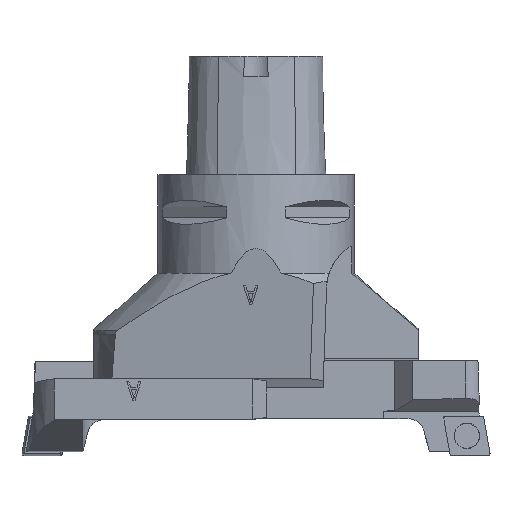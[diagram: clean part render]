
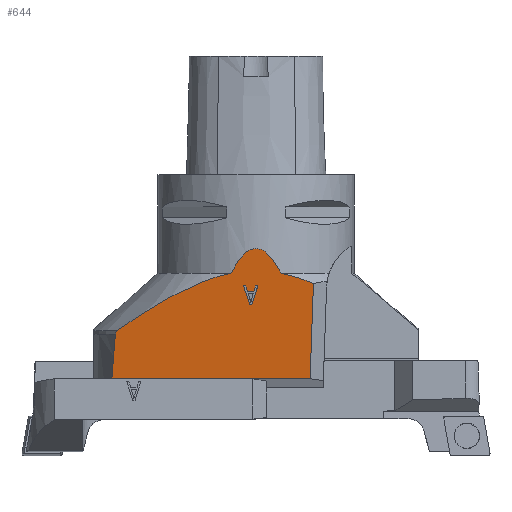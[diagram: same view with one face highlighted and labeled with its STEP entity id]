
A CAD part, front view. The second image highlights one B-rep face of the part: STEP entity #644.
In plain terms, the highlighted planar face has unit normal (0, -0.991, -0.131).
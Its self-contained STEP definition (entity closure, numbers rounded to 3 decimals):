
#309=FACE_BOUND('',#1156,.T.);
#310=FACE_BOUND('',#1157,.T.);
#398=B_SPLINE_CURVE_WITH_KNOTS('',3,(#5983,#5984,#5985,#5986),
 .UNSPECIFIED.,.F.,.F.,(4,4),(0.,1.),.UNSPECIFIED.);
#399=B_SPLINE_CURVE_WITH_KNOTS('',3,(#5989,#5990,#5991,#5992),
 .UNSPECIFIED.,.F.,.F.,(4,4),(0.,1.),.UNSPECIFIED.);
#400=B_SPLINE_CURVE_WITH_KNOTS('',3,(#5994,#5995,#5996,#5997),
 .UNSPECIFIED.,.F.,.F.,(4,4),(0.,1.),.UNSPECIFIED.);
#401=B_SPLINE_CURVE_WITH_KNOTS('',3,(#5999,#6000,#6001,#6002),
 .UNSPECIFIED.,.F.,.F.,(4,4),(0.,1.),.UNSPECIFIED.);
#402=B_SPLINE_CURVE_WITH_KNOTS('',3,(#6004,#6005,#6006,#6007),
 .UNSPECIFIED.,.F.,.F.,(4,4),(0.,1.),.UNSPECIFIED.);
#403=B_SPLINE_CURVE_WITH_KNOTS('',3,(#6009,#6010,#6011,#6012),
 .UNSPECIFIED.,.F.,.F.,(4,4),(0.,1.),.UNSPECIFIED.);
#404=B_SPLINE_CURVE_WITH_KNOTS('',3,(#6014,#6015,#6016,#6017),
 .UNSPECIFIED.,.F.,.F.,(4,4),(0.,1.),.UNSPECIFIED.);
#405=B_SPLINE_CURVE_WITH_KNOTS('',3,(#6019,#6020,#6021,#6022),
 .UNSPECIFIED.,.F.,.F.,(4,4),(0.,1.),.UNSPECIFIED.);
#406=B_SPLINE_CURVE_WITH_KNOTS('',3,(#6026,#6027,#6028,#6029),
 .UNSPECIFIED.,.F.,.F.,(4,4),(0.,1.),.UNSPECIFIED.);
#407=B_SPLINE_CURVE_WITH_KNOTS('',3,(#6030,#6031,#6032,#6033,#6034,#6035,
#6036,#6037),.UNSPECIFIED.,.F.,.F.,(4,2,2,4),(0.,0.5,0.75,1.),
 .UNSPECIFIED.);
#408=B_SPLINE_CURVE_WITH_KNOTS('',3,(#6039,#6040,#6041,#6042),
 .UNSPECIFIED.,.F.,.F.,(4,4),(0.,1.),.UNSPECIFIED.);
#644=ADVANCED_FACE('',(#309,#310),#799,.F.);
#799=PLANE('',#3874);
#1156=EDGE_LOOP('',(#1876,#1877,#1878,#1879,#1880,#1881,#1882,#1883));
#1157=EDGE_LOOP('',(#1884,#1885,#1886,#1887,#1888,#1889,#1890));
#1260=ELLIPSE('',#3859,241.331,31.5);
#1270=ELLIPSE('',#3873,406.049,53.);
#1876=ORIENTED_EDGE('',*,*,#2852,.T.);
#1877=ORIENTED_EDGE('',*,*,#2853,.T.);
#1878=ORIENTED_EDGE('',*,*,#2854,.T.);
#1879=ORIENTED_EDGE('',*,*,#2855,.T.);
#1880=ORIENTED_EDGE('',*,*,#2856,.T.);
#1881=ORIENTED_EDGE('',*,*,#2857,.T.);
#1882=ORIENTED_EDGE('',*,*,#2858,.T.);
#1883=ORIENTED_EDGE('',*,*,#2859,.T.);
#1884=ORIENTED_EDGE('',*,*,#2860,.T.);
#1885=ORIENTED_EDGE('',*,*,#2861,.F.);
#1886=ORIENTED_EDGE('',*,*,#2829,.F.);
#1887=ORIENTED_EDGE('',*,*,#2862,.F.);
#1888=ORIENTED_EDGE('',*,*,#2863,.F.);
#1889=ORIENTED_EDGE('',*,*,#2864,.F.);
#1890=ORIENTED_EDGE('',*,*,#2865,.T.);
#2420=VERTEX_POINT('',#5931);
#2421=VERTEX_POINT('',#5933);
#2443=VERTEX_POINT('',#5987);
#2444=VERTEX_POINT('',#5988);
#2445=VERTEX_POINT('',#5993);
#2446=VERTEX_POINT('',#5998);
#2447=VERTEX_POINT('',#6003);
#2448=VERTEX_POINT('',#6008);
#2449=VERTEX_POINT('',#6013);
#2450=VERTEX_POINT('',#6018);
#2451=VERTEX_POINT('',#6024);
#2452=VERTEX_POINT('',#6025);
#2453=VERTEX_POINT('',#6038);
#2454=VERTEX_POINT('',#6043);
#2455=VERTEX_POINT('',#6045);
#2829=EDGE_CURVE('',#2420,#2421,#1260,.T.);
#2852=EDGE_CURVE('',#2443,#2444,#398,.T.);
#2853=EDGE_CURVE('',#2444,#2445,#399,.T.);
#2854=EDGE_CURVE('',#2445,#2446,#400,.T.);
#2855=EDGE_CURVE('',#2446,#2447,#401,.T.);
#2856=EDGE_CURVE('',#2447,#2448,#402,.T.);
#2857=EDGE_CURVE('',#2448,#2449,#403,.T.);
#2858=EDGE_CURVE('',#2449,#2450,#404,.T.);
#2859=EDGE_CURVE('',#2450,#2443,#405,.T.);
#2860=EDGE_CURVE('',#2451,#2452,#3202,.T.);
#2861=EDGE_CURVE('',#2421,#2452,#406,.T.);
#2862=EDGE_CURVE('',#2453,#2420,#407,.T.);
#2863=EDGE_CURVE('',#2454,#2453,#408,.T.);
#2864=EDGE_CURVE('',#2455,#2454,#1270,.T.);
#2865=EDGE_CURVE('',#2455,#2451,#3203,.T.);
#3202=LINE('',#6023,#3471);
#3203=LINE('',#6046,#3472);
#3471=VECTOR('',#4568,1.);
#3472=VECTOR('',#4571,1.);
#3859=AXIS2_PLACEMENT_3D('',#5932,#4531,#4532);
#3873=AXIS2_PLACEMENT_3D('',#6044,#4569,#4570);
#3874=AXIS2_PLACEMENT_3D('',#6047,#4572,#4573);
#4531=DIRECTION('',(0.,0.991,0.131));
#4532=DIRECTION('',(0.,-0.131,0.991));
#4568=DIRECTION('',(0.035,-0.13,0.991));
#4569=DIRECTION('',(0.,0.991,0.131));
#4570=DIRECTION('',(0.,-0.131,0.991));
#4571=DIRECTION('',(1.,0.,0.));
#4572=DIRECTION('',(0.,0.991,0.131));
#4573=DIRECTION('',(0.,0.131,-0.991));
#5931=CARTESIAN_POINT('',(-8.039,-30.457,-31.543));
#5932=CARTESIAN_POINT('',(0.,0.,-262.888));
#5933=CARTESIAN_POINT('',(8.039,-30.457,-31.543));
#5983=CARTESIAN_POINT('',(-0.674,-29.685,-37.405));
#5984=CARTESIAN_POINT('',(-0.498,-29.764,-36.804));
#5985=CARTESIAN_POINT('',(-0.322,-29.843,-36.204));
#5986=CARTESIAN_POINT('',(-0.146,-29.923,-35.603));
#5987=CARTESIAN_POINT('',(-0.674,-29.685,-37.405));
#5988=CARTESIAN_POINT('',(-0.146,-29.923,-35.603));
#5989=CARTESIAN_POINT('',(-0.146,-29.923,-35.603));
#5990=CARTESIAN_POINT('',(0.079,-29.923,-35.603));
#5991=CARTESIAN_POINT('',(0.303,-29.923,-35.603));
#5992=CARTESIAN_POINT('',(0.528,-29.923,-35.603));
#5993=CARTESIAN_POINT('',(0.528,-29.923,-35.603));
#5994=CARTESIAN_POINT('',(0.528,-29.923,-35.603));
#5995=CARTESIAN_POINT('',(-0.086,-29.661,-37.586));
#5996=CARTESIAN_POINT('',(-0.701,-29.4,-39.569));
#5997=CARTESIAN_POINT('',(-1.315,-29.139,-41.552));
#5998=CARTESIAN_POINT('',(-1.315,-29.139,-41.552));
#5999=CARTESIAN_POINT('',(-1.315,-29.139,-41.552));
#6000=CARTESIAN_POINT('',(-1.543,-29.139,-41.552));
#6001=CARTESIAN_POINT('',(-1.772,-29.139,-41.552));
#6002=CARTESIAN_POINT('',(-2.,-29.139,-41.552));
#6003=CARTESIAN_POINT('',(-2.,-29.139,-41.552));
#6004=CARTESIAN_POINT('',(-2.,-29.139,-41.552));
#6005=CARTESIAN_POINT('',(-2.655,-29.4,-39.569));
#6006=CARTESIAN_POINT('',(-3.309,-29.661,-37.586));
#6007=CARTESIAN_POINT('',(-3.964,-29.923,-35.603));
#6008=CARTESIAN_POINT('',(-3.964,-29.923,-35.603));
#6009=CARTESIAN_POINT('',(-3.964,-29.923,-35.603));
#6010=CARTESIAN_POINT('',(-3.723,-29.923,-35.603));
#6011=CARTESIAN_POINT('',(-3.481,-29.923,-35.603));
#6012=CARTESIAN_POINT('',(-3.24,-29.923,-35.603));
#6013=CARTESIAN_POINT('',(-3.24,-29.923,-35.603));
#6014=CARTESIAN_POINT('',(-3.24,-29.923,-35.603));
#6015=CARTESIAN_POINT('',(-3.054,-29.843,-36.204));
#6016=CARTESIAN_POINT('',(-2.867,-29.764,-36.804));
#6017=CARTESIAN_POINT('',(-2.68,-29.685,-37.405));
#6018=CARTESIAN_POINT('',(-2.68,-29.685,-37.405));
#6019=CARTESIAN_POINT('',(-2.68,-29.685,-37.405));
#6020=CARTESIAN_POINT('',(-2.012,-29.685,-37.405));
#6021=CARTESIAN_POINT('',(-1.343,-29.685,-37.405));
#6022=CARTESIAN_POINT('',(-0.674,-29.685,-37.405));
#6023=CARTESIAN_POINT('',(19.682,-34.846,1.796));
#6024=CARTESIAN_POINT('',(17.338,-26.009,-65.329));
#6025=CARTESIAN_POINT('',(18.405,-30.031,-34.779));
#6026=CARTESIAN_POINT('',(8.039,-30.457,-31.543));
#6027=CARTESIAN_POINT('',(11.626,-30.363,-32.26));
#6028=CARTESIAN_POINT('',(15.061,-30.213,-33.395));
#6029=CARTESIAN_POINT('',(18.405,-30.031,-34.779));
#6030=CARTESIAN_POINT('',(-44.667,-28.027,-50.));
#6031=CARTESIAN_POINT('',(-39.019,-28.543,-46.08));
#6032=CARTESIAN_POINT('',(-33.273,-29.037,-42.331));
#6033=CARTESIAN_POINT('',(-24.251,-29.684,-37.418));
#6034=CARTESIAN_POINT('',(-21.174,-29.883,-35.902));
#6035=CARTESIAN_POINT('',(-14.775,-30.225,-33.303));
#6036=CARTESIAN_POINT('',(-11.452,-30.367,-32.225));
#6037=CARTESIAN_POINT('',(-8.039,-30.457,-31.543));
#6038=CARTESIAN_POINT('',(-44.667,-28.027,-50.));
#6039=CARTESIAN_POINT('',(-45.065,-27.896,-51.));
#6040=CARTESIAN_POINT('',(-44.933,-27.939,-50.667));
#6041=CARTESIAN_POINT('',(-44.8,-27.983,-50.333));
#6042=CARTESIAN_POINT('',(-44.667,-28.027,-50.));
#6043=CARTESIAN_POINT('',(-45.065,-27.896,-51.));
#6044=CARTESIAN_POINT('',(0.,0.,-262.888));
#6045=CARTESIAN_POINT('',(-46.179,-26.009,-65.329));
#6046=CARTESIAN_POINT('',(58.3,-26.009,-65.329));
#6047=CARTESIAN_POINT('',(58.3,-33.557,-8.));
